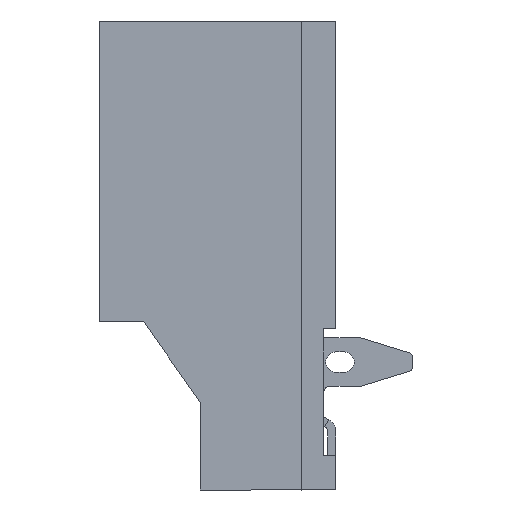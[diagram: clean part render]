
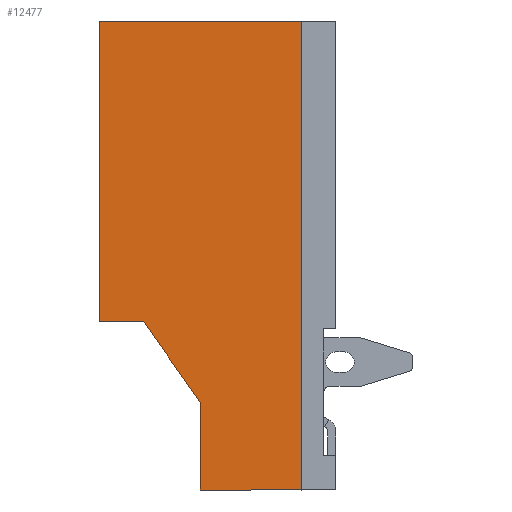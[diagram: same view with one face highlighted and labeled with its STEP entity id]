
A CAD part, left-side view. The second image highlights one B-rep face of the part: STEP entity #12477.
In plain terms, the highlighted planar face has unit normal (-1, 0, 0).
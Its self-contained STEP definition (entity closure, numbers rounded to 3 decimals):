
#21 = LINE ( 'NONE', #7982, #12886 ) ;
#226 = EDGE_CURVE ( 'NONE', #5301, #13936, #5407, .T. ) ;
#274 = CARTESIAN_POINT ( 'NONE',  ( -8.07, 4.75, 1. ) ) ;
#333 = ORIENTED_EDGE ( 'NONE', *, *, #7801, .F. ) ;
#781 = ORIENTED_EDGE ( 'NONE', *, *, #226, .F. ) ;
#1607 = VERTEX_POINT ( 'NONE', #10796 ) ;
#2295 = DIRECTION ( 'NONE',  ( 0., 0.574, 0.819 ) ) ;
#2345 = CARTESIAN_POINT ( 'NONE',  ( -8.07, 3.158, -1.275 ) ) ;
#3109 = PLANE ( 'NONE',  #11364 ) ;
#3148 = ORIENTED_EDGE ( 'NONE', *, *, #9902, .F. ) ;
#3655 = LINE ( 'NONE', #12883, #4249 ) ;
#4147 = LINE ( 'NONE', #16659, #15159 ) ;
#4249 = VECTOR ( 'NONE', #16698, 1000. ) ;
#4293 = CARTESIAN_POINT ( 'NONE',  ( -8.07, 5.85, 8.4 ) ) ;
#4442 = CARTESIAN_POINT ( 'NONE',  ( -8.07, 3.35, -3.16 ) ) ;
#4588 = VECTOR ( 'NONE', #16730, 1000. ) ;
#5200 = VERTEX_POINT ( 'NONE', #274 ) ;
#5301 = VERTEX_POINT ( 'NONE', #4293 ) ;
#5407 = LINE ( 'NONE', #6206, #4588 ) ;
#5719 = DIRECTION ( 'NONE',  ( -1., 0., 0. ) ) ;
#6206 = CARTESIAN_POINT ( 'NONE',  ( -8.07, 5.85, 8.4 ) ) ;
#6679 = LINE ( 'NONE', #14301, #13185 ) ;
#6851 = EDGE_LOOP ( 'NONE', ( #333, #9146, #12571, #781, #16291, #3148, #12355 ) ) ;
#7604 = LINE ( 'NONE', #14510, #13914 ) ;
#7801 = EDGE_CURVE ( 'NONE', #15938, #1607, #21, .T. ) ;
#7871 = DIRECTION ( 'NONE',  ( 0., -1., 0. ) ) ;
#7982 = CARTESIAN_POINT ( 'NONE',  ( -8.07, 3.35, -3.16 ) ) ;
#8946 = LINE ( 'NONE', #2345, #13221 ) ;
#9146 = ORIENTED_EDGE ( 'NONE', *, *, #13374, .T. ) ;
#9902 = EDGE_CURVE ( 'NONE', #5200, #14052, #4147, .T. ) ;
#10157 = EDGE_CURVE ( 'NONE', #14052, #5301, #7604, .T. ) ;
#10317 = VERTEX_POINT ( 'NONE', #13743 ) ;
#10328 = DIRECTION ( 'NONE',  ( 0., 1., 0. ) ) ;
#10495 = CARTESIAN_POINT ( 'NONE',  ( -8.07, 5.85, 1. ) ) ;
#10739 = DIRECTION ( 'NONE',  ( 0., 0., 1. ) ) ;
#10796 = CARTESIAN_POINT ( 'NONE',  ( -8.07, 3.35, -1. ) ) ;
#11364 = AXIS2_PLACEMENT_3D ( 'NONE', #12224, #5719, #16127 ) ;
#12224 = CARTESIAN_POINT ( 'NONE',  ( -8.07, 5.85, -3.16 ) ) ;
#12355 = ORIENTED_EDGE ( 'NONE', *, *, #12785, .F. ) ;
#12477 = ADVANCED_FACE ( 'NONE', ( #15105 ), #3109, .T. ) ;
#12571 = ORIENTED_EDGE ( 'NONE', *, *, #12852, .T. ) ;
#12785 = EDGE_CURVE ( 'NONE', #1607, #5200, #8946, .T. ) ;
#12852 = EDGE_CURVE ( 'NONE', #10317, #13936, #3655, .T. ) ;
#12883 = CARTESIAN_POINT ( 'NONE',  ( -8.07, 0.85, -3.16 ) ) ;
#12886 = VECTOR ( 'NONE', #10739, 1000. ) ;
#13185 = VECTOR ( 'NONE', #7871, 1000. ) ;
#13221 = VECTOR ( 'NONE', #2295, 1000. ) ;
#13251 = DIRECTION ( 'NONE',  ( 0., 0., 1. ) ) ;
#13374 = EDGE_CURVE ( 'NONE', #15938, #10317, #6679, .T. ) ;
#13743 = CARTESIAN_POINT ( 'NONE',  ( -8.07, 0.85, -3.16 ) ) ;
#13914 = VECTOR ( 'NONE', #13251, 1000. ) ;
#13936 = VERTEX_POINT ( 'NONE', #16832 ) ;
#14052 = VERTEX_POINT ( 'NONE', #10495 ) ;
#14301 = CARTESIAN_POINT ( 'NONE',  ( -8.07, 5.85, -3.16 ) ) ;
#14510 = CARTESIAN_POINT ( 'NONE',  ( -8.07, 5.85, -3.16 ) ) ;
#15105 = FACE_OUTER_BOUND ( 'NONE', #6851, .T. ) ;
#15159 = VECTOR ( 'NONE', #10328, 1000. ) ;
#15938 = VERTEX_POINT ( 'NONE', #4442 ) ;
#16127 = DIRECTION ( 'NONE',  ( 0., -1., 0. ) ) ;
#16291 = ORIENTED_EDGE ( 'NONE', *, *, #10157, .F. ) ;
#16659 = CARTESIAN_POINT ( 'NONE',  ( -8.07, 5.85, 1. ) ) ;
#16698 = DIRECTION ( 'NONE',  ( 0., 0., 1. ) ) ;
#16730 = DIRECTION ( 'NONE',  ( 0., -1., 0. ) ) ;
#16832 = CARTESIAN_POINT ( 'NONE',  ( -8.07, 0.85, 8.4 ) ) ;
